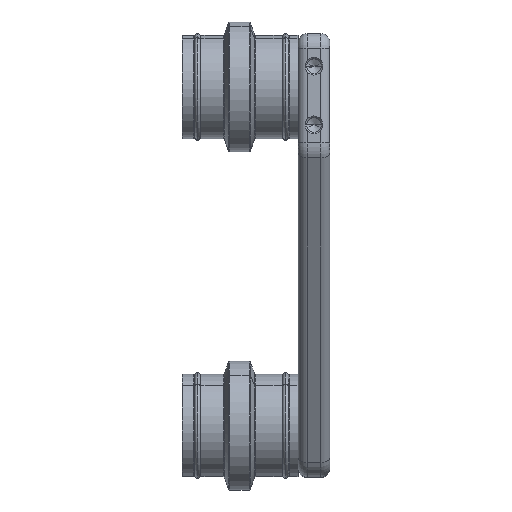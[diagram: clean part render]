
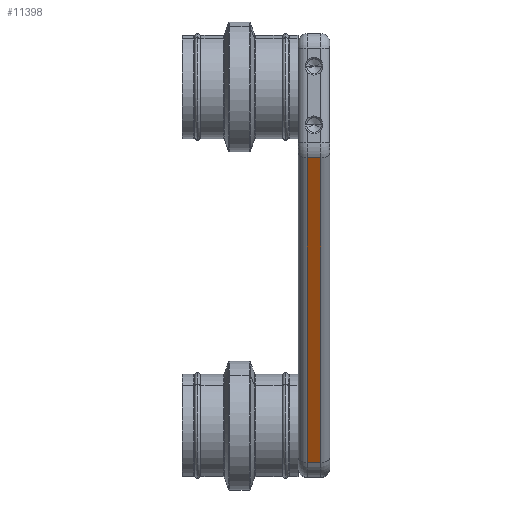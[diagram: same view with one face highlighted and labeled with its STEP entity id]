
A CAD part, top view. The second image highlights one B-rep face of the part: STEP entity #11398.
In plain terms, the highlighted planar face has unit normal (0, -0.507, 0.862).
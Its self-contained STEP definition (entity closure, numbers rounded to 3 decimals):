
#3240 = CARTESIAN_POINT ( 'NONE',  ( 24.25, 33.217, 119.792 ) ) ;
#4530 = VERTEX_POINT ( 'NONE', #47636 ) ;
#6062 = VECTOR ( 'NONE', #47633, 1000. ) ;
#6941 = CARTESIAN_POINT ( 'NONE',  ( 27.45, -70.638, 58.65 ) ) ;
#8794 = FACE_OUTER_BOUND ( 'NONE', #52448, .T. ) ;
#11398 = ADVANCED_FACE ( 'NONE', ( #8794 ), #52474, .T. ) ;
#11655 = CARTESIAN_POINT ( 'NONE',  ( 24.25, -70.638, 58.65 ) ) ;
#13274 = ORIENTED_EDGE ( 'NONE', *, *, #54276, .T. ) ;
#15909 = CARTESIAN_POINT ( 'NONE',  ( 27.45, 33.217, 119.792 ) ) ;
#16685 = CARTESIAN_POINT ( 'NONE',  ( 27.45, 33.217, 119.792 ) ) ;
#18806 = CARTESIAN_POINT ( 'NONE',  ( 22.925, -70.638, 58.65 ) ) ;
#23620 = ORIENTED_EDGE ( 'NONE', *, *, #62815, .T. ) ;
#24283 = VECTOR ( 'NONE', #62113, 1000. ) ;
#27136 = EDGE_CURVE ( 'NONE', #47415, #4530, #52111, .T. ) ;
#27816 = DIRECTION ( 'NONE',  ( 0., -0.862, -0.507 ) ) ;
#36905 = DIRECTION ( 'NONE',  ( 0., 0.862, 0.507 ) ) ;
#38649 = DIRECTION ( 'NONE',  ( 0., -0.507, 0.862 ) ) ;
#38920 = VERTEX_POINT ( 'NONE', #15909 ) ;
#40293 = EDGE_CURVE ( 'NONE', #38920, #51886, #56618, .T. ) ;
#41089 = ORIENTED_EDGE ( 'NONE', *, *, #40293, .T. ) ;
#47415 = VERTEX_POINT ( 'NONE', #6941 ) ;
#47633 = DIRECTION ( 'NONE',  ( -1., 0., 0. ) ) ;
#47636 = CARTESIAN_POINT ( 'NONE',  ( 22.925, -70.638, 58.65 ) ) ;
#48745 = CARTESIAN_POINT ( 'NONE',  ( 22.925, 33.217, 119.792 ) ) ;
#51886 = VERTEX_POINT ( 'NONE', #48745 ) ;
#52111 = LINE ( 'NONE', #11655, #24283 ) ;
#52162 = CARTESIAN_POINT ( 'NONE',  ( 24.25, 33.217, 119.792 ) ) ;
#52448 = EDGE_LOOP ( 'NONE', ( #58894, #23620, #41089, #13274 ) ) ;
#52474 = PLANE ( 'NONE',  #57243 ) ;
#53500 = LINE ( 'NONE', #18806, #59242 ) ;
#54276 = EDGE_CURVE ( 'NONE', #51886, #4530, #53500, .T. ) ;
#56618 = LINE ( 'NONE', #3240, #6062 ) ;
#57243 = AXIS2_PLACEMENT_3D ( 'NONE', #52162, #38649, #62166 ) ;
#58894 = ORIENTED_EDGE ( 'NONE', *, *, #27136, .F. ) ;
#59174 = VECTOR ( 'NONE', #36905, 1000. ) ;
#59242 = VECTOR ( 'NONE', #27816, 1000. ) ;
#61663 = LINE ( 'NONE', #16685, #59174 ) ;
#62113 = DIRECTION ( 'NONE',  ( -1., 0., 0. ) ) ;
#62166 = DIRECTION ( 'NONE',  ( 0., 0.862, 0.507 ) ) ;
#62815 = EDGE_CURVE ( 'NONE', #47415, #38920, #61663, .T. ) ;
